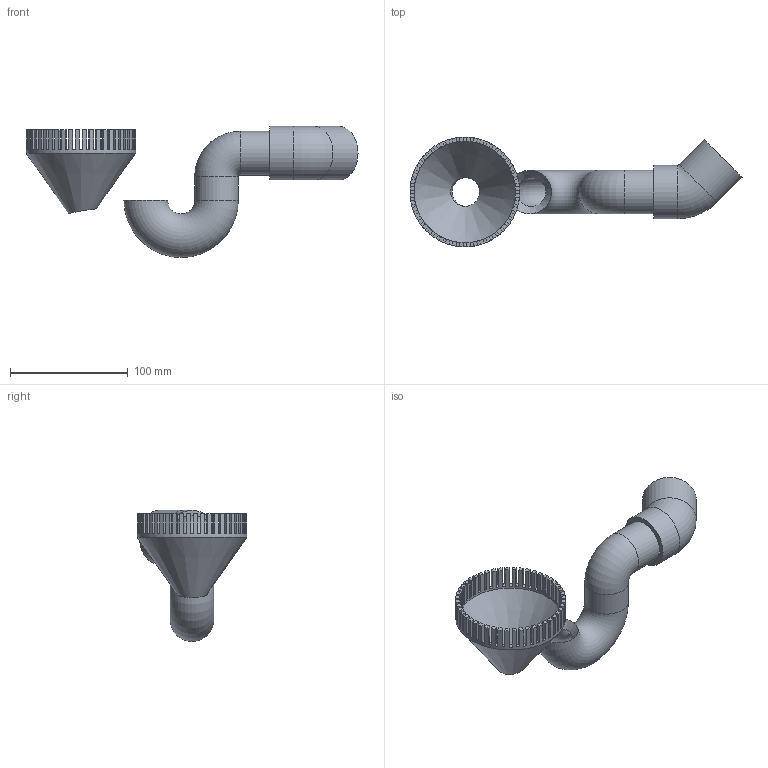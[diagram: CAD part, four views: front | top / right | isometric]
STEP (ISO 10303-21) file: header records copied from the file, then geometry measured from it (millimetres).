
FILE_DESCRIPTION(/* description */ (''),/* implementation_level */ '2;1');
FILE_NAME(/* name */ 'Duto aquario v2.step',/* time_stamp */ '2024-10-22T14:31:13-03:00',/* author */ (''),/* organization */ (''),/* preprocessor_version */ 'ST-DEVELOPER v20',/* originating_system */ 'Autodesk Translation Framework v13.20.0.188',/* authorisation */ '');
FILE_SCHEMA (('AUTOMOTIVE_DESIGN { 1 0 10303 214 3 1 1 }'));
Length unit declared in the file: millimetre
Products named in the file (1): Duto aquario
Bounding box: 281.45 x 93.02 x 111.2 mm (x, y, z)
Volume: 189768.5 mm3; surface area: 90150.4 mm2
Topology: 3 solids, 3 shells, 249 faces, 737 edges, 491 vertices
Faces by surface type: plane 197, cylinder 31, bspline 11, torus 7, cone 3
Full cylindrical faces by diameter (mm): 24.387 x1, 26.441 x18, 37 x2, 37.4 x2, 45.4 x2, 86.017 x1, 93.017 x1
Entity records: 17403 total; most frequent: CARTESIAN_POINT 10672, ORIENTED_EDGE 1470, DIRECTION 1364, EDGE_CURVE 735, VERTEX_POINT 490, AXIS2_PLACEMENT_3D 474, LINE 416, VECTOR 416
